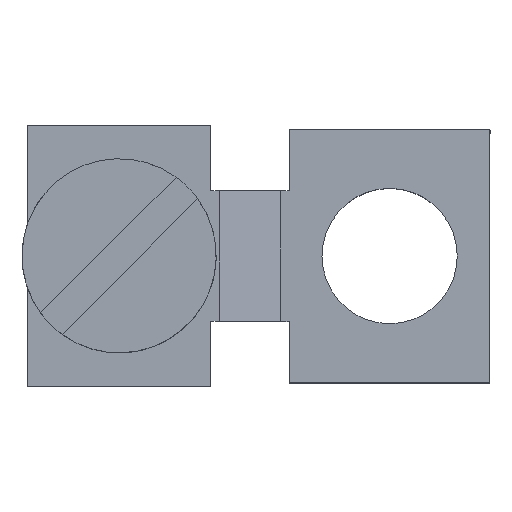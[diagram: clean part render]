
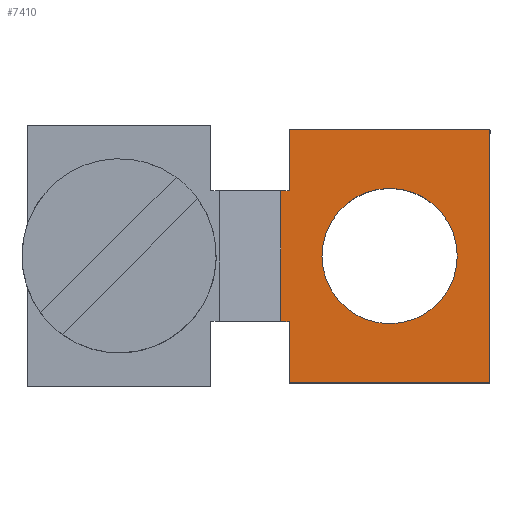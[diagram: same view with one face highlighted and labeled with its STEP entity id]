
A CAD part, top view. The second image highlights one B-rep face of the part: STEP entity #7410.
In plain terms, the highlighted face is planar.
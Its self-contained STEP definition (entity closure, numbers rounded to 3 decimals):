
#590=CARTESIAN_POINT('',(55.841,48.458,4.6));
#600=VERTEX_POINT('',#590);
#750=CARTESIAN_POINT('',(51.241,48.458,4.6));
#760=VERTEX_POINT('',#750);
#790=CARTESIAN_POINT('',(69.241,48.458,4.6));
#800=DIRECTION('',(1.,0.,0.));
#810=VECTOR('',#800,1.);
#820=LINE('',#790,#810);
#830=EDGE_CURVE('',#760,#600,#820,.T.);
#1380=CARTESIAN_POINT('',(69.241,48.458,6.));
#1390=DIRECTION('',(-1.,0.,0.));
#1400=VECTOR('',#1390,1.);
#1410=LINE('',#1380,#1400);
#1420=CARTESIAN_POINT('',(51.241,48.458,6.));
#1430=VERTEX_POINT('',#1420);
#1440=CARTESIAN_POINT('',(51.041,48.458,6.));
#1450=VERTEX_POINT('',#1440);
#1460=EDGE_CURVE('',#1430,#1450,#1410,.T.);
#2610=CARTESIAN_POINT('',(51.241,48.458,10.4));
#2620=VERTEX_POINT('',#2610);
#2770=CARTESIAN_POINT('',(55.841,48.458,10.4));
#2780=VERTEX_POINT('',#2770);
#2810=CARTESIAN_POINT('',(69.241,48.458,10.4));
#2820=DIRECTION('',(1.,0.,0.));
#2830=VECTOR('',#2820,1.);
#2840=LINE('',#2810,#2830);
#2850=EDGE_CURVE('',#2620,#2780,#2840,.T.);
#3770=CARTESIAN_POINT('',(51.241,48.458,9.));
#3780=VERTEX_POINT('',#3770);
#3810=CARTESIAN_POINT('',(69.241,48.458,9.));
#3820=DIRECTION('',(1.,0.,0.));
#3830=VECTOR('',#3820,1.);
#3840=LINE('',#3810,#3830);
#3850=CARTESIAN_POINT('',(51.041,48.458,9.));
#3860=VERTEX_POINT('',#3850);
#3870=EDGE_CURVE('',#3860,#3780,#3840,.T.);
#4590=CARTESIAN_POINT('',(51.241,48.458,4.6));
#4600=DIRECTION('',(0.,0.,1.));
#4610=VECTOR('',#4600,1.);
#4620=LINE('',#4590,#4610);
#4630=EDGE_CURVE('',#760,#1430,#4620,.T.);
#6130=CARTESIAN_POINT('',(51.241,48.458,4.6));
#6140=DIRECTION('',(0.,0.,1.));
#6150=VECTOR('',#6140,1.);
#6160=LINE('',#6130,#6150);
#6170=EDGE_CURVE('',#3780,#2620,#6160,.T.);
#6840=CARTESIAN_POINT('',(55.841,48.458,4.6));
#6850=DIRECTION('',(0.,0.,-1.));
#6860=VECTOR('',#6850,1.);
#6870=LINE('',#6840,#6860);
#6880=EDGE_CURVE('',#2780,#600,#6870,.T.);
#7020=CARTESIAN_POINT('',(51.115,48.458,4.6));
#7030=DIRECTION('',(0.,1.,0.));
#7040=DIRECTION('',(-1.,0.,0.));
#7050=AXIS2_PLACEMENT_3D('',#7020,#7030,#7040);
#7060=PLANE('',#7050);
#7070=CARTESIAN_POINT('',(53.541,48.458,7.5));
#7080=DIRECTION('',(0.,-1.,0.));
#7090=DIRECTION('',(1.,0.,0.));
#7100=AXIS2_PLACEMENT_3D('',#7070,#7080,#7090);
#7110=CIRCLE('',#7100,1.55);
#7120=CARTESIAN_POINT('',(53.541,48.458,9.05));
#7130=VERTEX_POINT('',#7120);
#7140=CARTESIAN_POINT('',(51.991,48.458,7.5));
#7150=VERTEX_POINT('',#7140);
#7160=EDGE_CURVE('',#7130,#7150,#7110,.T.);
#7170=ORIENTED_EDGE('',*,*,#7160,.F.);
#7180=CARTESIAN_POINT('',(55.091,48.458,7.5));
#7190=VERTEX_POINT('',#7180);
#7200=EDGE_CURVE('',#7150,#7190,#7110,.T.);
#7210=ORIENTED_EDGE('',*,*,#7200,.F.);
#7220=EDGE_CURVE('',#7190,#7130,#7110,.T.);
#7230=ORIENTED_EDGE('',*,*,#7220,.F.);
#7240=EDGE_LOOP('',(#7230,#7210,#7170));
#7250=FACE_BOUND('',#7240,.T.);
#7260=ORIENTED_EDGE('',*,*,#830,.T.);
#7270=ORIENTED_EDGE('',*,*,#4630,.F.);
#7280=ORIENTED_EDGE('',*,*,#1460,.F.);
#7290=CARTESIAN_POINT('',(51.041,48.458,4.6));
#7300=DIRECTION('',(0.,0.,1.));
#7310=VECTOR('',#7300,1.);
#7320=LINE('',#7290,#7310);
#7330=EDGE_CURVE('',#1450,#3860,#7320,.T.);
#7340=ORIENTED_EDGE('',*,*,#7330,.F.);
#7350=ORIENTED_EDGE('',*,*,#3870,.F.);
#7360=ORIENTED_EDGE('',*,*,#6170,.F.);
#7370=ORIENTED_EDGE('',*,*,#2850,.F.);
#7380=ORIENTED_EDGE('',*,*,#6880,.F.);
#7390=EDGE_LOOP('',(#7380,#7370,#7360,#7350,#7340,#7280,#7270,#7260));
#7400=FACE_OUTER_BOUND('',#7390,.T.);
#7410=ADVANCED_FACE('',(#7250,#7400),#7060,.F.);
